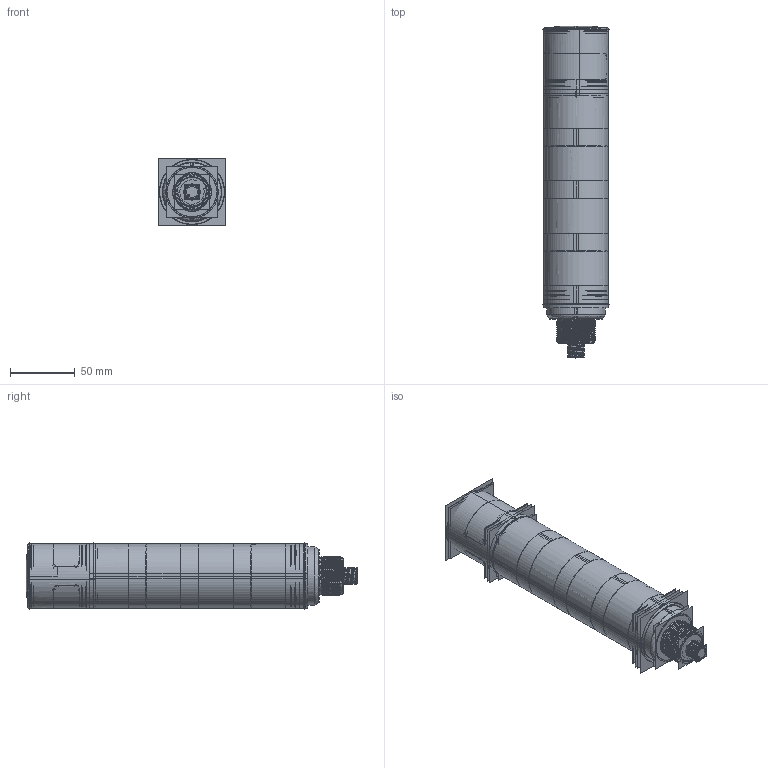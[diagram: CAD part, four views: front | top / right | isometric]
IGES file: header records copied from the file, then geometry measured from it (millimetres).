
Start section:  PTC IGES file: 212919.igs
Global section: file name: 212919.igs; native system: Creo Parametric by PTC Inc.; preprocessor: 2018300; author: pdmadmin; organization: Unknown; date: 20190725.115922; units: millimetre
Bounding box: 52.54 x 257.27 x 52.52 mm (x, y, z)
Volume: 134629.2 mm3; surface area: 763295.4 mm2
Topology: 9 solids, 16 shells, 2988 faces, 15043 edges, 18990 vertices
Faces by surface type: revolution 1514, bspline 1466, extrusion 8
